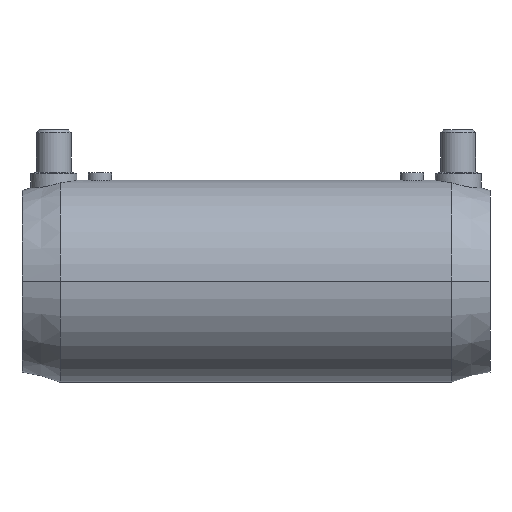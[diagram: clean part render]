
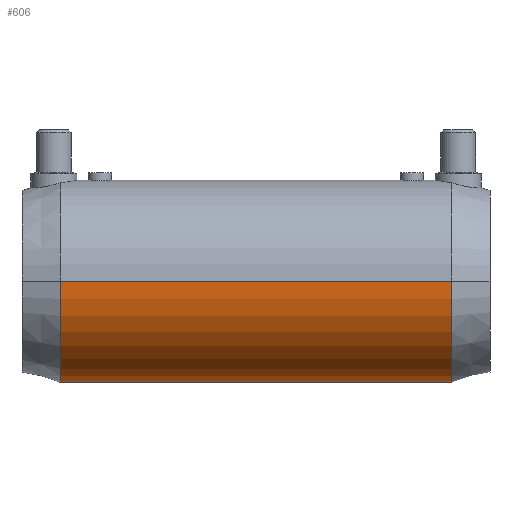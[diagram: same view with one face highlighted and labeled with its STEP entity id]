
A CAD part, front view. The second image highlights one B-rep face of the part: STEP entity #606.
In plain terms, the highlighted cylindrical face has radius 35 mm (diameter 70 mm), a partial arc.
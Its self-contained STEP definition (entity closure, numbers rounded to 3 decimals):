
#340 = VERTEX_POINT( '', #923 );
#350 = EDGE_CURVE( '', #620, #340, #934, .T. );
#434 = VERTEX_POINT( '', #1026 );
#444 = VERTEX_POINT( '', #1039 );
#502 = EDGE_CURVE( '', #434, #634, #1104, .T. );
#508 = EDGE_CURVE( '', #444, #340, #1110, .T. );
#534 = EDGE_CURVE( '', #646, #434, #1139, .T. );
#584 = EDGE_CURVE( '', #620, #642, #1198, .T. );
#606 = ADVANCED_FACE( '', ( #1228 ), #1229, .T. );
#620 = VERTEX_POINT( '', #1245 );
#634 = VERTEX_POINT( '', #1261 );
#642 = VERTEX_POINT( '', #1269 );
#646 = VERTEX_POINT( '', #1273 );
#672 = EDGE_CURVE( '', #646, #444, #1303, .T. );
#736 = EDGE_CURVE( '', #634, #642, #1374, .T. );
#923 = CARTESIAN_POINT( '', ( 111.1, 35., 0. ) );
#934 = LINE( '', #1713, #1714 );
#1026 = CARTESIAN_POINT( '', ( 13.281, 35., 0. ) );
#1039 = CARTESIAN_POINT( '', ( 81., 17.86, -30.1 ) );
#1104 = CIRCLE( '', #1982, 35. );
#1110 = B_SPLINE_CURVE_WITH_KNOTS( '', 3, ( #1990, #1991, #1992, #1993, #1994, #1995, #1996, #1997, #1998, #1999, #2000, #2001, #2002, #2003, #2004, #2005, #2006, #2007, #2008, #2009, #2010, #2011, #2012, #2013, #2014, #2015, #2016, #2017, #2018, #2019, #2020, #2021, #2022, #2023 ), .UNSPECIFIED., .F., .F., ( 4, 2, 2, 2, 2, 2, 2, 2, 2, 2, 2, 2, 2, 2, 2, 2, 4 ), ( 0., 3.182, 6.365, 9.547, 12.729, 15.912, 19.094, 22.276, 25.459, 28.48, 31.501, 34.522, 37.543, 40.564, 43.585, 46.606, 49.627 ), .UNSPECIFIED. );
#1139 = LINE( '', #2062, #2063 );
#1198 = CIRCLE( '', #2182, 35. );
#1228 = FACE_OUTER_BOUND( '', #2214, .T. );
#1229 = CYLINDRICAL_SURFACE( '', #2215, 35. );
#1245 = CARTESIAN_POINT( '', ( 148.719, 35., 0. ) );
#1261 = CARTESIAN_POINT( '', ( 13.281, -35., 0. ) );
#1269 = CARTESIAN_POINT( '', ( 148.719, -35., 0. ) );
#1273 = CARTESIAN_POINT( '', ( 50.9, 35., 0. ) );
#1303 = B_SPLINE_CURVE_WITH_KNOTS( '', 3, ( #2417, #2418, #2419, #2420, #2421, #2422, #2423, #2424, #2425, #2426, #2427, #2428, #2429, #2430, #2431, #2432, #2433, #2434, #2435, #2436, #2437, #2438, #2439, #2440, #2441, #2442, #2443, #2444, #2445, #2446, #2447, #2448, #2449, #2450 ), .UNSPECIFIED., .F., .F., ( 4, 2, 2, 2, 2, 2, 2, 2, 2, 2, 2, 2, 2, 2, 2, 2, 4 ), ( 148.881, 151.903, 154.924, 157.945, 160.966, 163.987, 167.008, 170.029, 173.05, 176.232, 179.414, 182.597, 185.779, 188.962, 192.144, 195.326, 198.509 ), .UNSPECIFIED. );
#1374 = LINE( '', #2641, #2642 );
#1713 = CARTESIAN_POINT( '', ( 81., 35., 0. ) );
#1714 = VECTOR( '', #3043, 1. );
#1982 = AXIS2_PLACEMENT_3D( '', #3256, #3257, #3258 );
#1990 = CARTESIAN_POINT( '', ( 81., 17.86, -30.1 ) );
#1991 = CARTESIAN_POINT( '', ( 82.061, 17.86, -30.1 ) );
#1992 = CARTESIAN_POINT( '', ( 83.104, 17.955, -30.044 ) );
#1993 = CARTESIAN_POINT( '', ( 85.152, 18.309, -29.83 ) );
#1994 = CARTESIAN_POINT( '', ( 86.156, 18.566, -29.672 ) );
#1995 = CARTESIAN_POINT( '', ( 88.125, 19.207, -29.262 ) );
#1996 = CARTESIAN_POINT( '', ( 89.089, 19.589, -29.009 ) );
#1997 = CARTESIAN_POINT( '', ( 90.977, 20.44, -28.416 ) );
#1998 = CARTESIAN_POINT( '', ( 91.899, 20.91, -28.074 ) );
#1999 = CARTESIAN_POINT( '', ( 93.699, 21.902, -27.307 ) );
#2000 = CARTESIAN_POINT( '', ( 94.577, 22.425, -26.882 ) );
#2001 = CARTESIAN_POINT( '', ( 96.28, 23.495, -25.952 ) );
#2002 = CARTESIAN_POINT( '', ( 97.105, 24.042, -25.447 ) );
#2003 = CARTESIAN_POINT( '', ( 98.697, 25.136, -24.367 ) );
#2004 = CARTESIAN_POINT( '', ( 99.463, 25.683, -23.792 ) );
#2005 = CARTESIAN_POINT( '', ( 100.927, 26.755, -22.58 ) );
#2006 = CARTESIAN_POINT( '', ( 101.624, 27.28, -21.943 ) );
#2007 = CARTESIAN_POINT( '', ( 102.91, 28.264, -20.658 ) );
#2008 = CARTESIAN_POINT( '', ( 103.525, 28.744, -19.988 ) );
#2009 = CARTESIAN_POINT( '', ( 104.711, 29.683, -18.565 ) );
#2010 = CARTESIAN_POINT( '', ( 105.283, 30.142, -17.812 ) );
#2011 = CARTESIAN_POINT( '', ( 106.368, 31.023, -16.229 ) );
#2012 = CARTESIAN_POINT( '', ( 106.881, 31.444, -15.4 ) );
#2013 = CARTESIAN_POINT( '', ( 107.832, 32.231, -13.677 ) );
#2014 = CARTESIAN_POINT( '', ( 108.27, 32.597, -12.782 ) );
#2015 = CARTESIAN_POINT( '', ( 109.06, 33.261, -10.939 ) );
#2016 = CARTESIAN_POINT( '', ( 109.412, 33.559, -9.99 ) );
#2017 = CARTESIAN_POINT( '', ( 110.021, 34.076, -8.051 ) );
#2018 = CARTESIAN_POINT( '', ( 110.278, 34.295, -7.062 ) );
#2019 = CARTESIAN_POINT( '', ( 110.689, 34.647, -5.061 ) );
#2020 = CARTESIAN_POINT( '', ( 110.844, 34.78, -4.05 ) );
#2021 = CARTESIAN_POINT( '', ( 111.049, 34.956, -2.022 ) );
#2022 = CARTESIAN_POINT( '', ( 111.1, 35., -1.007 ) );
#2023 = CARTESIAN_POINT( '', ( 111.1, 35., 0. ) );
#2062 = CARTESIAN_POINT( '', ( 81., 35., 0. ) );
#2063 = VECTOR( '', #3296, 1. );
#2182 = AXIS2_PLACEMENT_3D( '', #3372, #3373, #3374 );
#2214 = EDGE_LOOP( '', ( #3430, #3431, #3432, #3433, #3434, #3435, #3436 ) );
#2215 = AXIS2_PLACEMENT_3D( '', #3437, #3438, #3439 );
#2417 = CARTESIAN_POINT( '', ( 50.9, 35., 0. ) );
#2418 = CARTESIAN_POINT( '', ( 50.9, 35., -1.007 ) );
#2419 = CARTESIAN_POINT( '', ( 50.951, 34.956, -2.022 ) );
#2420 = CARTESIAN_POINT( '', ( 51.156, 34.78, -4.05 ) );
#2421 = CARTESIAN_POINT( '', ( 51.311, 34.647, -5.061 ) );
#2422 = CARTESIAN_POINT( '', ( 51.722, 34.295, -7.062 ) );
#2423 = CARTESIAN_POINT( '', ( 51.979, 34.076, -8.051 ) );
#2424 = CARTESIAN_POINT( '', ( 52.588, 33.559, -9.99 ) );
#2425 = CARTESIAN_POINT( '', ( 52.94, 33.261, -10.939 ) );
#2426 = CARTESIAN_POINT( '', ( 53.73, 32.597, -12.782 ) );
#2427 = CARTESIAN_POINT( '', ( 54.168, 32.231, -13.677 ) );
#2428 = CARTESIAN_POINT( '', ( 55.119, 31.444, -15.4 ) );
#2429 = CARTESIAN_POINT( '', ( 55.632, 31.023, -16.229 ) );
#2430 = CARTESIAN_POINT( '', ( 56.717, 30.142, -17.812 ) );
#2431 = CARTESIAN_POINT( '', ( 57.289, 29.683, -18.565 ) );
#2432 = CARTESIAN_POINT( '', ( 58.475, 28.744, -19.988 ) );
#2433 = CARTESIAN_POINT( '', ( 59.09, 28.264, -20.658 ) );
#2434 = CARTESIAN_POINT( '', ( 60.376, 27.28, -21.943 ) );
#2435 = CARTESIAN_POINT( '', ( 61.073, 26.755, -22.58 ) );
#2436 = CARTESIAN_POINT( '', ( 62.537, 25.683, -23.792 ) );
#2437 = CARTESIAN_POINT( '', ( 63.303, 25.136, -24.367 ) );
#2438 = CARTESIAN_POINT( '', ( 64.895, 24.042, -25.447 ) );
#2439 = CARTESIAN_POINT( '', ( 65.72, 23.495, -25.952 ) );
#2440 = CARTESIAN_POINT( '', ( 67.423, 22.425, -26.882 ) );
#2441 = CARTESIAN_POINT( '', ( 68.301, 21.902, -27.307 ) );
#2442 = CARTESIAN_POINT( '', ( 70.101, 20.91, -28.074 ) );
#2443 = CARTESIAN_POINT( '', ( 71.023, 20.44, -28.416 ) );
#2444 = CARTESIAN_POINT( '', ( 72.911, 19.589, -29.009 ) );
#2445 = CARTESIAN_POINT( '', ( 73.875, 19.207, -29.262 ) );
#2446 = CARTESIAN_POINT( '', ( 75.844, 18.566, -29.672 ) );
#2447 = CARTESIAN_POINT( '', ( 76.848, 18.309, -29.83 ) );
#2448 = CARTESIAN_POINT( '', ( 78.896, 17.955, -30.044 ) );
#2449 = CARTESIAN_POINT( '', ( 79.939, 17.86, -30.1 ) );
#2450 = CARTESIAN_POINT( '', ( 81., 17.86, -30.1 ) );
#2641 = CARTESIAN_POINT( '', ( 81., -35., 0. ) );
#2642 = VECTOR( '', #3581, 1. );
#3043 = DIRECTION( '', ( -1., 0., 0. ) );
#3256 = CARTESIAN_POINT( '', ( 13.281, 0., 0. ) );
#3257 = DIRECTION( '', ( -1., 0., 0. ) );
#3258 = DIRECTION( '', ( 0., 1., 0. ) );
#3296 = DIRECTION( '', ( -1., 0., 0. ) );
#3372 = CARTESIAN_POINT( '', ( 148.719, 0., 0. ) );
#3373 = DIRECTION( '', ( -1., 0., 0. ) );
#3374 = DIRECTION( '', ( 0., 1., 0. ) );
#3430 = ORIENTED_EDGE( '', *, *, #350, .F. );
#3431 = ORIENTED_EDGE( '', *, *, #584, .T. );
#3432 = ORIENTED_EDGE( '', *, *, #736, .F. );
#3433 = ORIENTED_EDGE( '', *, *, #502, .F. );
#3434 = ORIENTED_EDGE( '', *, *, #534, .F. );
#3435 = ORIENTED_EDGE( '', *, *, #672, .T. );
#3436 = ORIENTED_EDGE( '', *, *, #508, .T. );
#3437 = CARTESIAN_POINT( '', ( 81., 0., 0. ) );
#3438 = DIRECTION( '', ( 1., 0., 0. ) );
#3439 = DIRECTION( '', ( 0., 1., 0. ) );
#3581 = DIRECTION( '', ( 1., 0., 0. ) );
